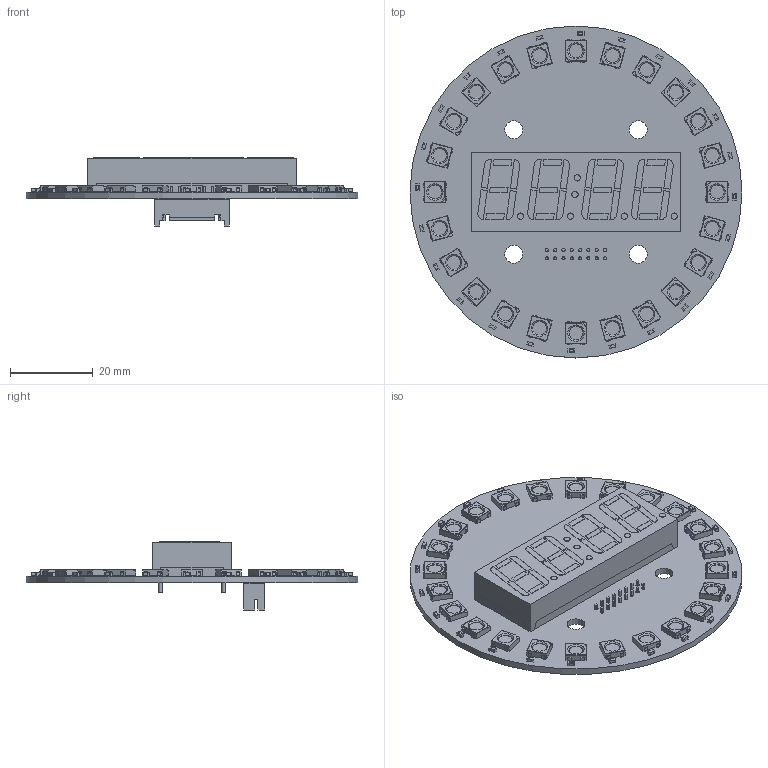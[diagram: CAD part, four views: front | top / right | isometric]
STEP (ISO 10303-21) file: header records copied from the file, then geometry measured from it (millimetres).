
FILE_DESCRIPTION(('KiCad electronic assembly'),'2;1');
FILE_NAME('Dashboard-Tachy.step','2024-01-25T20:37:17',('Pcbnew'),( 'Kicad'),'Open CASCADE STEP processor 7.7','KiCad to STEP converter' ,'Unknown');
FILE_SCHEMA(('AUTOMOTIVE_DESIGN { 1 0 10303 214 1 1 1 1 }'));
Length unit declared in the file: millimetre
Products named in the file (10): Dashboard-Tachy 1; LED_WS2812B_PLCC4_5.0x5.0mm_P3.2mm; SOLID; C_0603_1608Metric; CA56-12CGKWA; B16B-PHDSS-B; Dashboard-Tachy PCB
Assembly tree (55 placements, depth 3):
  Dashboard-Tachy 1
    LED_WS2812B_PLCC4_5.0x5.0mm_P3.2mm  x24
      SOLID
    C_0603_1608Metric  x24
      SOLID
    CA56-12CGKWA
      SOLID
    B16B-PHDSS-B
      SOLID
    Dashboard-Tachy PCB
Bounding box: 80 x 80 x 16.4 mm (x, y, z)
Volume: 16789.9 mm3; surface area: 16811.8 mm2
Topology: 51 solids, 51 shells, 2767 faces, 7693 edges, 5082 vertices
Faces by surface type: plane 1860, cylinder 883, cone 24
Full cylindrical faces by diameter (mm): 0.75 x16, 0.8 x12, 1 x12, 1.5 x6, 3.333 x24, 4.3 x4, 80 x1
Entity records: 39487 total; most frequent: CARTESIAN_POINT 6465, DIRECTION 5589, LINE 3842, VECTOR 3842, ORIENTED_EDGE 2828, PCURVE 2828, DEFINITIONAL_REPRESENTATION 2828, EDGE_CURVE 1414
